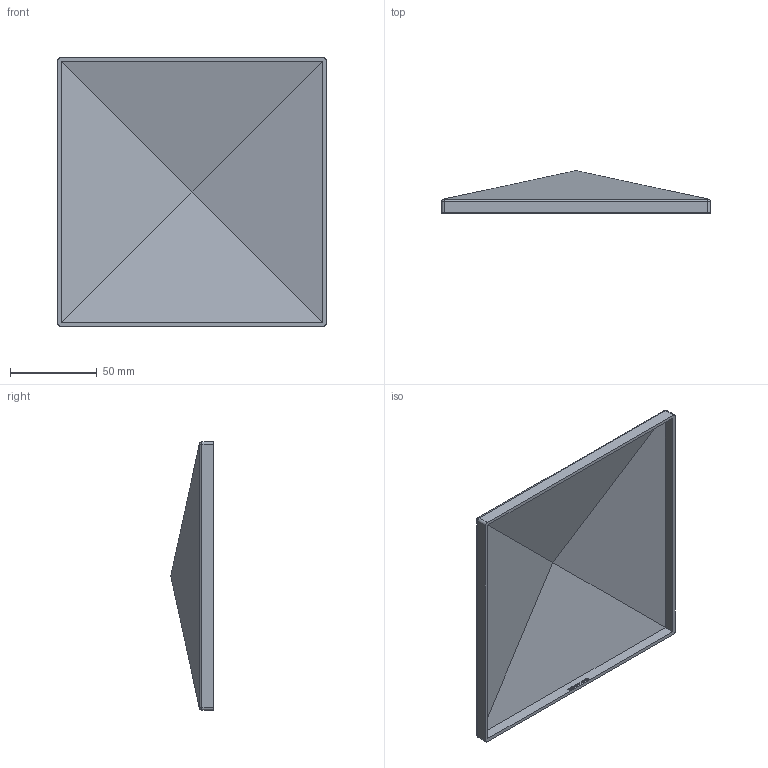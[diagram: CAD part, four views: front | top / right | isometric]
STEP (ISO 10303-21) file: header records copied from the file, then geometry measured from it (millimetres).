
FILE_DESCRIPTION (( 'STEP AP203' ), '1' );
FILE_NAME ('165-150.step', '2019-09-04T06:21:51', ( '' ), ( '' ), 'SwSTEP 2.0', 'SolidWorks 2015', '' );
FILE_SCHEMA (( 'CONFIG_CONTROL_DESIGN' ));
Length unit declared in the file: millimetre
Products named in the file (1): 165-150
Bounding box: 155 x 24.5 x 155 mm (x, y, z)
Volume: 56171.5 mm3; surface area: 57348.4 mm2
Topology: 1 solids, 1 shells, 224 faces, 577 edges, 372 vertices
Faces by surface type: plane 122, bspline 82, cylinder 12, sphere 8
Entity records: 11162 total; most frequent: CARTESIAN_POINT 6204, ORIENTED_EDGE 1146, DIRECTION 723, EDGE_CURVE 573, LINE 381, VECTOR 381, VERTEX_POINT 372, EDGE_LOOP 245
